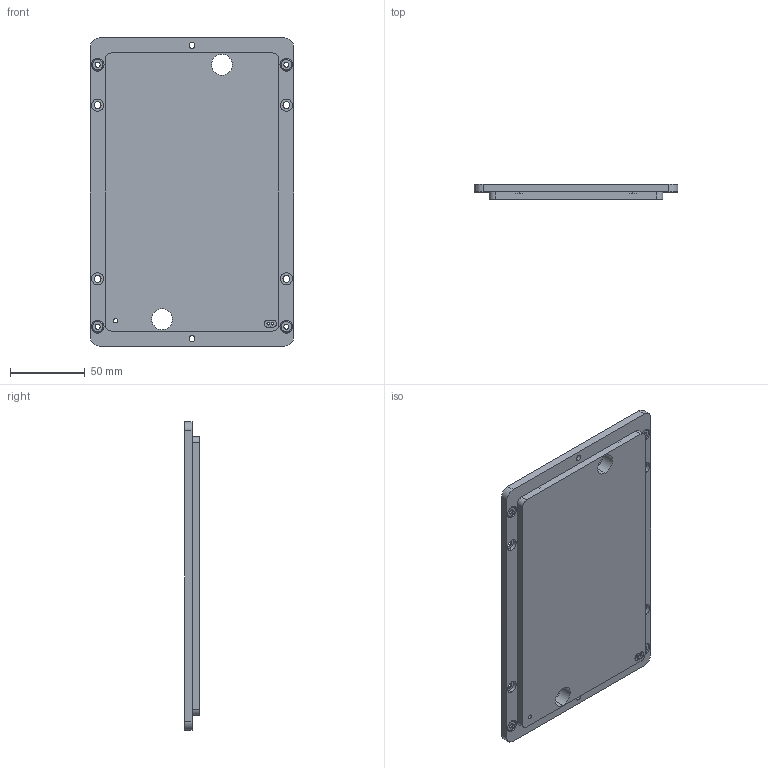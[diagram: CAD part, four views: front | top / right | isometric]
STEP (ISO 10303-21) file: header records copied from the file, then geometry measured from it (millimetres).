
FILE_DESCRIPTION (( 'STEP AP214' ), '1' );
FILE_NAME ('INGUN_112527.STEP', '2022-06-30T13:15:52', ( '' ), ( '' ), 'SwSTEP 2.0', 'SolidWorks 2018', '' );
FILE_SCHEMA (( 'AUTOMOTIVE_DESIGN' ));
Length unit declared in the file: millimetre
Products named in the file (1): INGUN_112527
Bounding box: 135.8 x 10 x 205.8 mm (x, y, z)
Volume: 238003 mm3; surface area: 65750.7 mm2
Topology: 6 solids, 6 shells, 816 faces, 1865 edges, 1234 vertices
Faces by surface type: plane 668, cylinder 120, torus 20, cone 8
Entity records: 23312 total; most frequent: DIRECTION 4117, CARTESIAN_POINT 3916, ORIENTED_EDGE 3730, EDGE_CURVE 1865, AXIS2_PLACEMENT_3D 1435, LINE 1247, VECTOR 1247, VERTEX_POINT 1234
